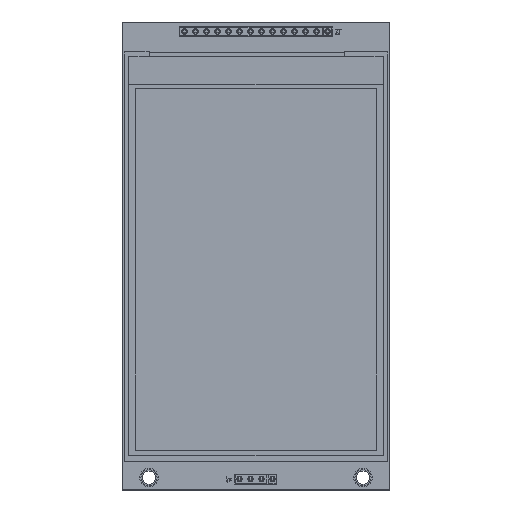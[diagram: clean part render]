
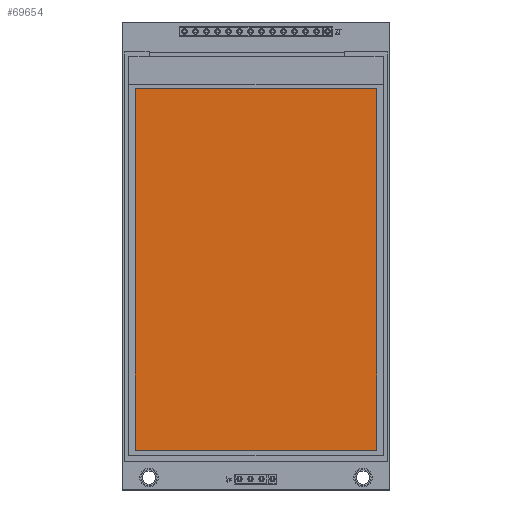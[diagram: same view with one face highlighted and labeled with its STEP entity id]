
A CAD part, top view. The second image highlights one B-rep face of the part: STEP entity #69654.
In plain terms, the highlighted planar face has unit normal (0, 0, 1).
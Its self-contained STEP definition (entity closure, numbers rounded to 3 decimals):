
#17289=ORIENTED_EDGE('',*,*,#24433,.F.);
#17290=ORIENTED_EDGE('',*,*,#24442,.F.);
#17291=ORIENTED_EDGE('',*,*,#24439,.F.);
#17292=ORIENTED_EDGE('',*,*,#24436,.F.);
#24433=EDGE_CURVE('',#29129,#29130,#33390,.T.);
#24436=EDGE_CURVE('',#29130,#29132,#33393,.T.);
#24439=EDGE_CURVE('',#29132,#29134,#33396,.T.);
#24442=EDGE_CURVE('',#29134,#29129,#33399,.T.);
#29129=VERTEX_POINT('',#119121);
#29130=VERTEX_POINT('',#119123);
#29132=VERTEX_POINT('',#119129);
#29134=VERTEX_POINT('',#119135);
#33390=LINE('',#119122,#37651);
#33393=LINE('',#119128,#37654);
#33396=LINE('',#119134,#37657);
#33399=LINE('',#119139,#37660);
#37651=VECTOR('',#82953,1000.);
#37654=VECTOR('',#82958,1000.);
#37657=VECTOR('',#82963,1000.);
#37660=VECTOR('',#82968,1000.);
#41005=EDGE_LOOP('',(#17289,#17290,#17291,#17292));
#44331=FACE_BOUND('',#41005,.T.);
#46656=PLANE('',#72761);
#69654=ADVANCED_FACE('',(#44331),#46656,.F.);
#72761=AXIS2_PLACEMENT_3D('',#119140,#82969,#82970);
#82953=DIRECTION('',(0.,-1.,0.));
#82958=DIRECTION('',(-1.,0.,0.));
#82963=DIRECTION('',(0.,1.,0.));
#82968=DIRECTION('',(1.,0.,0.));
#82969=DIRECTION('',(0.,0.,-1.));
#82970=DIRECTION('',(-1.,0.,0.));
#119121=CARTESIAN_POINT('',(27.84,38.69,4.016));
#119122=CARTESIAN_POINT('',(27.84,38.69,4.016));
#119123=CARTESIAN_POINT('',(27.84,-44.83,4.016));
#119128=CARTESIAN_POINT('',(27.84,-44.83,4.016));
#119129=CARTESIAN_POINT('',(-27.84,-44.83,4.016));
#119134=CARTESIAN_POINT('',(-27.84,-44.83,4.016));
#119135=CARTESIAN_POINT('',(-27.84,38.69,4.016));
#119139=CARTESIAN_POINT('',(-27.84,38.69,4.016));
#119140=CARTESIAN_POINT('',(0.,0.,4.016));
